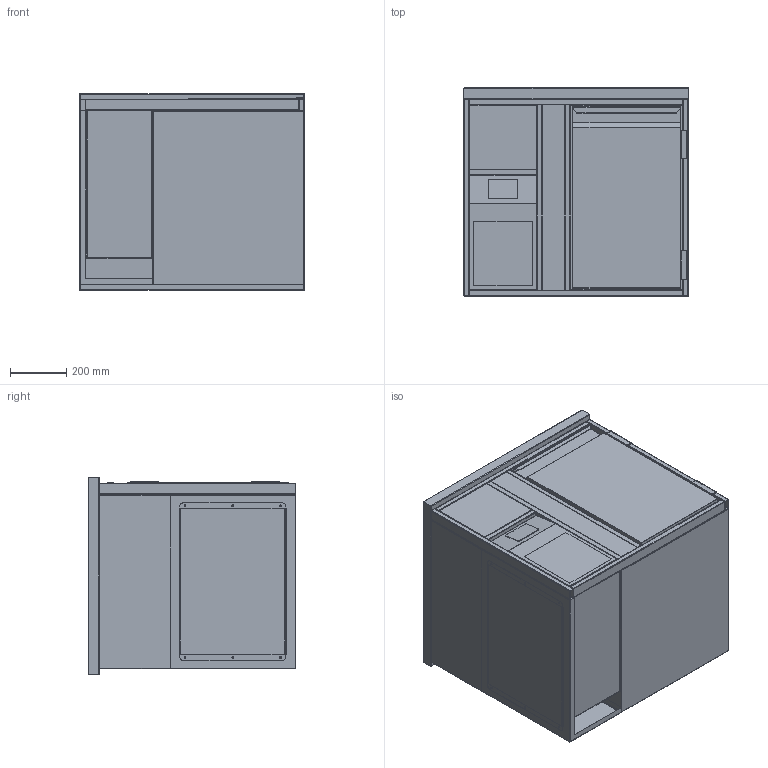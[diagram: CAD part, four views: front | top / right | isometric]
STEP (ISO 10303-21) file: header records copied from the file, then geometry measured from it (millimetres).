
FILE_DESCRIPTION (( 'STEP AP214' ), '1' );
FILE_NAME ('SE-1-70-S-L-1T-V03_4.step', '2025-02-25T08:29:36', ( '' ), ( '' ), 'SwSTEP 2.0', 'SolidWorks 2023', '' );
FILE_SCHEMA (( 'AUTOMOTIVE_DESIGN' ));
Length unit declared in the file: millimetre
Products named in the file (10): 20-03-43318_G-KT-Rahmen-Tür-400-700; 20-03-43331_G-KT-Auflage-400-660-Ohne-Rost; 20-03-43319_G-SA-Einbauelement-Tür-400-660-700-R; 25-02-56863_Oberplatte-800-700-40-L; 24-02-55011_G-SA1-Fach-S-L-260-660-700; 18-06-35404_TUER-385-645-R; 20-03-43331_G-KT-Auflage-400-660-mit-Rost; SE-1-70-S-L-1T-V03_4; 21-01-47566_G-SA-FRR-700-800--540B-1SV80-260-L; 25-02-56864_G-SA-Korpus-540-660-700-L
Assembly tree (9 placements, depth 3):
  SE-1-70-S-L-1T-V03_4
    25-02-56864_G-SA-Korpus-540-660-700-L
    21-01-47566_G-SA-FRR-700-800--540B-1SV80-260-L
    24-02-55011_G-SA1-Fach-S-L-260-660-700
    20-03-43319_G-SA-Einbauelement-Tür-400-660-700-R
      20-03-43318_G-KT-Rahmen-Tür-400-700
      18-06-35404_TUER-385-645-R
      20-03-43331_G-KT-Auflage-400-660-Ohne-Rost
      20-03-43331_G-KT-Auflage-400-660-mit-Rost
    25-02-56863_Oberplatte-800-700-40-L
Bounding box: 801 x 740 x 700 mm (x, y, z)
Volume: 127990913 mm3; surface area: 10355746.5 mm2
Topology: 26 solids, 26 shells, 1059 faces, 2788 edges, 1772 vertices
Faces by surface type: cylinder 590, plane 416, sphere 22, torus 16, bspline 15
Entity records: 34405 total; most frequent: CARTESIAN_POINT 6473, DIRECTION 5890, ORIENTED_EDGE 5536, EDGE_CURVE 2768, AXIS2_PLACEMENT_3D 2147, VERTEX_POINT 1772, VECTOR 1596, LINE 1596
